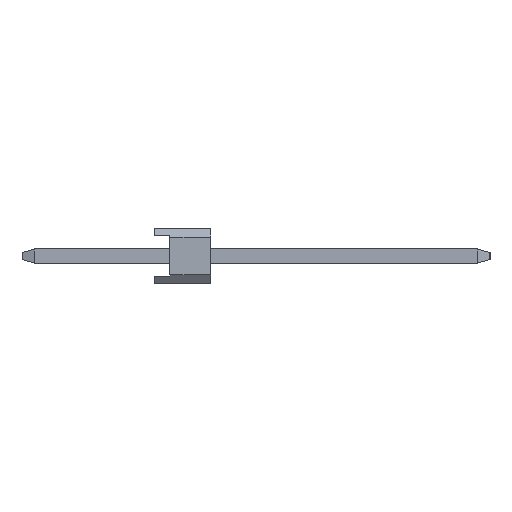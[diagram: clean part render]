
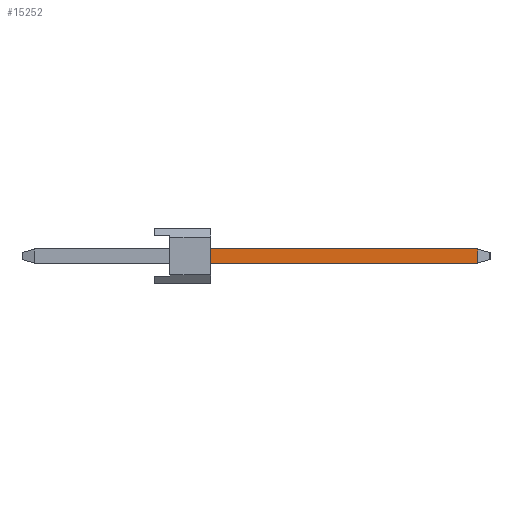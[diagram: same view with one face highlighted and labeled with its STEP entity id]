
A CAD part, left-side view. The second image highlights one B-rep face of the part: STEP entity #15252.
In plain terms, the highlighted planar face has unit normal (-1, 0, 0).
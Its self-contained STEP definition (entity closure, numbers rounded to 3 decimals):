
#6690=VERTEX_POINT('',#17597);
#8554=EDGE_CURVE('',#11478,#11848,#19629,.T.);
#8668=EDGE_CURVE('',#6690,#14496,#19757,.T.);
#10582=EDGE_CURVE('',#11848,#6690,#21884,.T.);
#11478=VERTEX_POINT('',#22855);
#11646=EDGE_CURVE('',#14496,#11478,#23044,.T.);
#11848=VERTEX_POINT('',#23268);
#14496=VERTEX_POINT('',#26232);
#15252=ADVANCED_FACE('',(#27049),#27050,.T.);
#17597=CARTESIAN_POINT('',(-43.5,-14.594,-0.32));
#19629=LINE('',#33065,#33066);
#19757=LINE('',#33253,#33254);
#21884=LINE('',#36334,#36335);
#22855=CARTESIAN_POINT('',(-43.5,-2.54,0.32));
#23044=LINE('',#38044,#38045);
#23268=CARTESIAN_POINT('',(-43.5,-14.594,0.32));
#26232=CARTESIAN_POINT('',(-43.5,-2.54,-0.32));
#27049=FACE_OUTER_BOUND('',#43764,.T.);
#27050=PLANE('',#43765);
#33065=CARTESIAN_POINT('',(-43.5,-4.59,0.32));
#33066=VECTOR('',#48490,1.0);
#33253=CARTESIAN_POINT('',(-43.5,5.414,-0.32));
#33254=VECTOR('',#48634,1.0);
#36334=CARTESIAN_POINT('',(-43.5,-14.594,0.5));
#36335=VECTOR('',#50989,1.0);
#38044=CARTESIAN_POINT('',(-43.5,-2.54,0.252));
#38045=VECTOR('',#52058,1.0);
#43764=EDGE_LOOP('',(#56353,#56354,#56355,#56356));
#43765=AXIS2_PLACEMENT_3D('',#56357,#56358,#56359);
#48490=DIRECTION('',(0.,-1.0,0.));
#48634=DIRECTION('',(0.,1.0,0.));
#50989=DIRECTION('',(0.0,0.,-1.0));
#52058=DIRECTION('',(0.,0.,1.0));
#56353=ORIENTED_EDGE('',*,*,#11646,.F.);
#56354=ORIENTED_EDGE('',*,*,#8668,.F.);
#56355=ORIENTED_EDGE('',*,*,#10582,.F.);
#56356=ORIENTED_EDGE('',*,*,#8554,.F.);
#56357=CARTESIAN_POINT('',(-43.5,5.414,0.5));
#56358=DIRECTION('',(-1.0,0.,0.));
#56359=DIRECTION('',(0.,1.0,0.));
